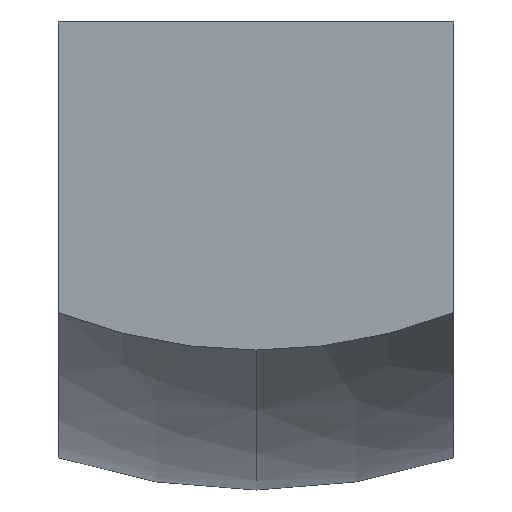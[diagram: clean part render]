
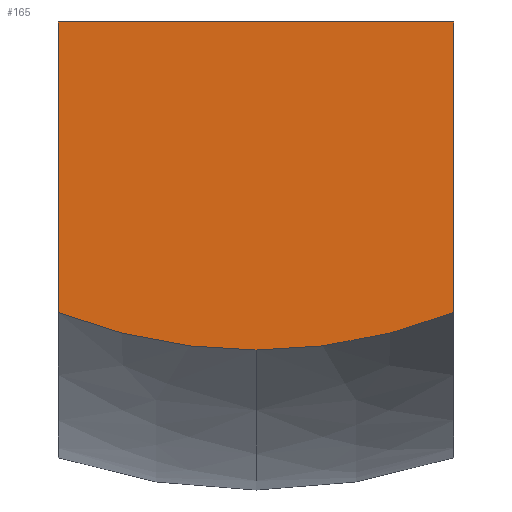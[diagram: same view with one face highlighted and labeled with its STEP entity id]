
A CAD part, top view. The second image highlights one B-rep face of the part: STEP entity #165.
In plain terms, the highlighted planar face has unit normal (0, 0, 1).
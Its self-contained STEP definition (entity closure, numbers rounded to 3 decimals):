
#23=LINE('',#300,#33);
#26=LINE('',#311,#36);
#30=LINE('',#322,#40);
#33=VECTOR('',#207,10.);
#36=VECTOR('',#218,10.);
#40=VECTOR('',#232,10.);
#44=PLANE('',#193);
#53=FACE_OUTER_BOUND('',#66,.T.);
#66=EDGE_LOOP('',(#147,#148,#149,#150,#151));
#75=B_SPLINE_CURVE_WITH_KNOTS('',3,(#247,#248,#249,#250,#251,#252,#253,
#254),.UNSPECIFIED.,.F.,.F.,(4,2,2,4),(33.441,34.337,
35.234,35.28),.UNSPECIFIED.);
#77=B_SPLINE_CURVE_WITH_KNOTS('',3,(#277,#278,#279,#280,#281,#282,#283,
#284),.UNSPECIFIED.,.F.,.F.,(4,2,2,4),(31.601,31.647,
32.544,33.441),.UNSPECIFIED.);
#79=VERTEX_POINT('',#245);
#80=VERTEX_POINT('',#246);
#83=VERTEX_POINT('',#276);
#86=VERTEX_POINT('',#298);
#90=VERTEX_POINT('',#310);
#93=EDGE_CURVE('',#79,#80,#75,.T.);
#97=EDGE_CURVE('',#83,#79,#77,.T.);
#102=EDGE_CURVE('',#86,#80,#23,.T.);
#107=EDGE_CURVE('',#83,#90,#26,.T.);
#113=EDGE_CURVE('',#90,#86,#30,.T.);
#147=ORIENTED_EDGE('',*,*,#93,.T.);
#148=ORIENTED_EDGE('',*,*,#102,.F.);
#149=ORIENTED_EDGE('',*,*,#113,.F.);
#150=ORIENTED_EDGE('',*,*,#107,.F.);
#151=ORIENTED_EDGE('',*,*,#97,.T.);
#165=ADVANCED_FACE('',(#53),#44,.T.);
#193=AXIS2_PLACEMENT_3D('',#321,#230,#231);
#207=DIRECTION('',(0.,-1.,0.));
#218=DIRECTION('',(0.,1.,0.));
#230=DIRECTION('center_axis',(0.,0.,1.));
#231=DIRECTION('ref_axis',(0.,-1.,0.));
#232=DIRECTION('',(1.,0.,0.));
#245=CARTESIAN_POINT('',(0.,13.397,50.));
#246=CARTESIAN_POINT('',(19.05,17.002,50.));
#247=CARTESIAN_POINT('Ctrl Pts',(0.,13.397,
50.));
#248=CARTESIAN_POINT('Ctrl Pts',(2.989,13.397,50.));
#249=CARTESIAN_POINT('Ctrl Pts',(6.256,13.673,50.));
#250=CARTESIAN_POINT('Ctrl Pts',(12.673,14.859,50.));
#251=CARTESIAN_POINT('Ctrl Pts',(15.823,15.77,50.));
#252=CARTESIAN_POINT('Ctrl Pts',(18.76,16.889,50.));
#253=CARTESIAN_POINT('Ctrl Pts',(18.905,16.945,50.));
#254=CARTESIAN_POINT('Ctrl Pts',(19.05,17.002,50.));
#276=CARTESIAN_POINT('',(-19.05,17.002,50.));
#277=CARTESIAN_POINT('Ctrl Pts',(-19.05,17.002,50.));
#278=CARTESIAN_POINT('Ctrl Pts',(-18.905,16.945,50.));
#279=CARTESIAN_POINT('Ctrl Pts',(-18.76,16.889,50.));
#280=CARTESIAN_POINT('Ctrl Pts',(-15.823,15.77,50.));
#281=CARTESIAN_POINT('Ctrl Pts',(-12.673,14.859,50.));
#282=CARTESIAN_POINT('Ctrl Pts',(-6.256,13.673,50.));
#283=CARTESIAN_POINT('Ctrl Pts',(-2.989,13.397,50.));
#284=CARTESIAN_POINT('Ctrl Pts',(0.,13.397,50.));
#298=CARTESIAN_POINT('',(19.05,45.,50.));
#300=CARTESIAN_POINT('',(19.05,13.397,50.));
#310=CARTESIAN_POINT('',(-19.05,45.,50.));
#311=CARTESIAN_POINT('',(-19.05,13.397,50.));
#321=CARTESIAN_POINT('Origin',(0.,45.,50.));
#322=CARTESIAN_POINT('',(0.,45.,50.));
